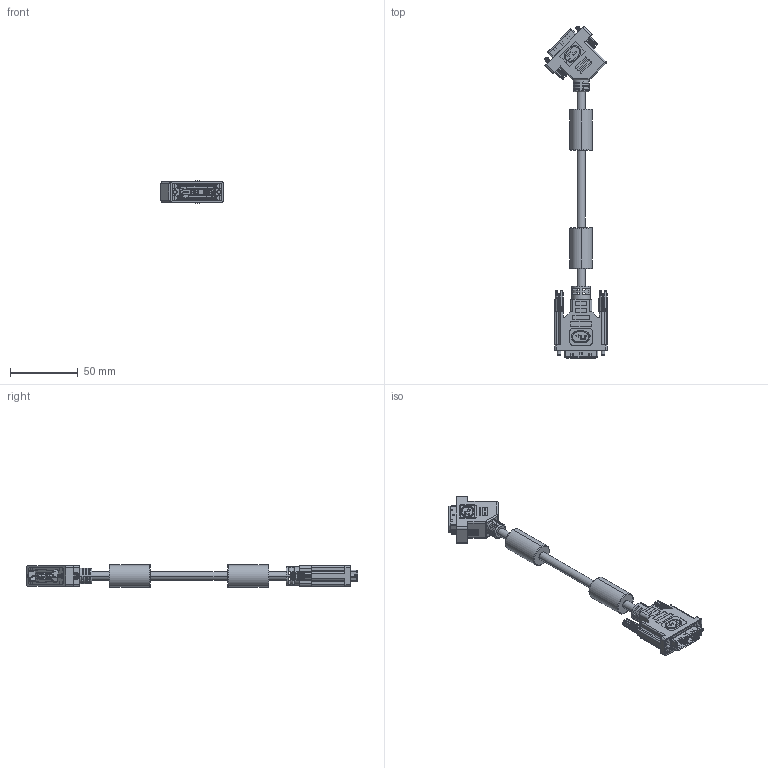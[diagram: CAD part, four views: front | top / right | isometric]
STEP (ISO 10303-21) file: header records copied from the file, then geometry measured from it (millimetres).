
FILE_DESCRIPTION (( 'STEP AP203' ), '1' );
FILE_NAME ('DVIDSLZ-45.STEP', '2011-02-04T17:26:51', ( 'x' ), ( 'Microsoft' ), 'SwSTEP 2.0', 'SolidWorks 2010', '' );
FILE_SCHEMA (( 'CONFIG_CONTROL_DESIGN' ));
Products named in the file (14): 1AJ01-018_??; 3AB14-026_??; 1AH01-007_??; MTN-374; MTN-473_no logo; DVIDSLZ-45; DDC-DVI ferrite bead; 1AL08-138_6" LENGTH; 1AM07-031_??; 1AJ02-035_??; MTN-285_??; MTN-473_WITHOUT WASHER; DVI LOGO; 1AJ06-038_SP26456
Assembly tree (17 placements, depth 3):
  DVIDSLZ-45
    3AB14-026_??
      1AJ02-035_??  x2
      1AJ01-018_??
      1AM07-031_??
      MTN-285_??
      1AH01-007_??
    DDC-DVI ferrite bead  x2
    MTN-473_WITHOUT WASHER
      1AH01-007_??
      1AJ06-038_SP26456  x2
      MTN-473_no logo
      DVI LOGO
      MTN-374
    1AL08-138_6" LENGTH
Bounding box: 46.59 x 245.35 x 16.51 mm (x, y, z)
Volume: 42450.1 mm3; surface area: 43821.6 mm2
Topology: 23 solids, 23 shells, 3259 faces, 8434 edges, 5432 vertices
Faces by surface type: plane 2252, cylinder 624, bspline 165, torus 106, cone 96, sphere 16
Entity records: 76634 total; most frequent: CARTESIAN_POINT 18560, ORIENTED_EDGE 11952, DIRECTION 11206, EDGE_CURVE 5976, LINE 4526, VECTOR 4526, VERTEX_POINT 3849, AXIS2_PLACEMENT_3D 3340
